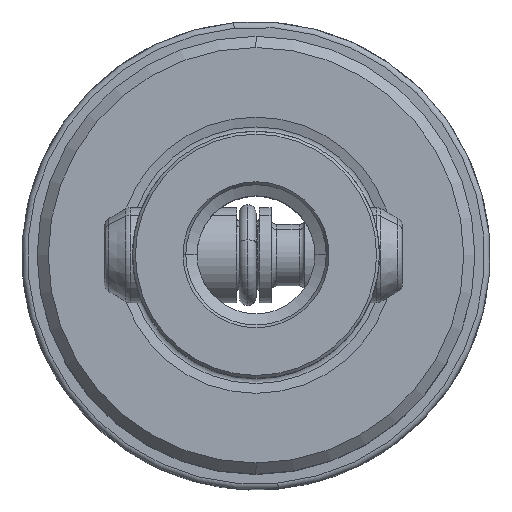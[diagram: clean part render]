
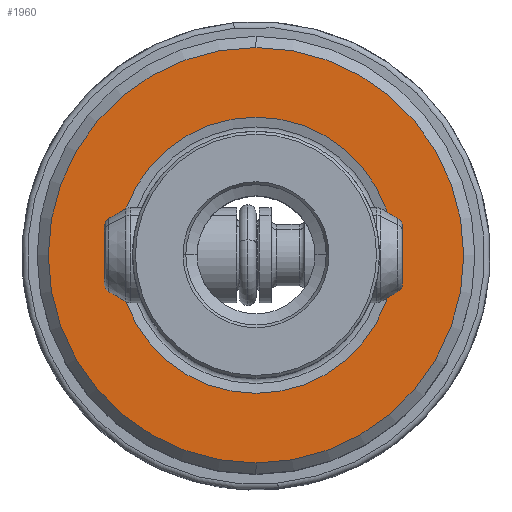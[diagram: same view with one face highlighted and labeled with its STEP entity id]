
A CAD part, top view. The second image highlights one B-rep face of the part: STEP entity #1960.
In plain terms, the highlighted planar face has unit normal (0, 0, 1).
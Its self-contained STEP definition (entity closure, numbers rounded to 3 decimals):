
#1288=EDGE_CURVE('NONE',#1876,#2088,#2788,.T.);
#1580=EDGE_CURVE('NONE',#2038,#1828,#3101,.T.);
#1828=VERTEX_POINT('NONE',#3380);
#1876=VERTEX_POINT('NONE',#3436);
#1946=EDGE_CURVE('NONE',#2088,#1876,#3514,.T.);
#1960=ADVANCED_FACE('NONE',(#3528,#3529),#3530,.T.);
#2038=VERTEX_POINT('NONE',#3619);
#2088=VERTEX_POINT('NONE',#3673);
#2140=EDGE_CURVE('NONE',#1828,#2038,#3733,.T.);
#2788=CIRCLE('',#4768,18.5);
#3101=CIRCLE('',#5242,12.299);
#3380=CARTESIAN_POINT('',(12.299,0.,0.0));
#3436=CARTESIAN_POINT('',(0.,18.5,0.0));
#3514=CIRCLE('',#5971,18.5);
#3528=FACE_OUTER_BOUND('',#5991,.T.);
#3529=FACE_BOUND('',#5992,.T.);
#3530=PLANE('',#5993);
#3619=CARTESIAN_POINT('',(-12.299,0.,0.0));
#3673=CARTESIAN_POINT('',(0.0,-18.5,0.0));
#3733=CIRCLE('',#6318,12.299);
#4768=AXIS2_PLACEMENT_3D('',#7117,#7118,#7119);
#5242=AXIS2_PLACEMENT_3D('',#7482,#7483,#7484);
#5971=AXIS2_PLACEMENT_3D('',#8008,#8009,#8010);
#5991=EDGE_LOOP('',(#8018,#8019));
#5992=EDGE_LOOP('',(#8020,#8021));
#5993=AXIS2_PLACEMENT_3D('',#8022,#8023,#8024);
#6318=AXIS2_PLACEMENT_3D('',#8277,#8278,#8279);
#7117=CARTESIAN_POINT('',(0.0,0.0,0.0));
#7118=DIRECTION('',(0.0,-0.0,1.0));
#7119=DIRECTION('',(0.0,1.0,0.0));
#7482=CARTESIAN_POINT('',(0.0,0.0,0.0));
#7483=DIRECTION('',(0.0,-0.0,1.0));
#7484=DIRECTION('',(0.0,1.0,0.0));
#8008=CARTESIAN_POINT('',(0.0,0.0,0.0));
#8009=DIRECTION('',(0.0,-0.0,1.0));
#8010=DIRECTION('',(0.0,1.0,0.0));
#8018=ORIENTED_EDGE('',*,*,#1946,.T.);
#8019=ORIENTED_EDGE('',*,*,#1288,.T.);
#8020=ORIENTED_EDGE('',*,*,#2140,.F.);
#8021=ORIENTED_EDGE('',*,*,#1580,.F.);
#8022=CARTESIAN_POINT('',(-11.0,0.0,0.0));
#8023=DIRECTION('',(-0.0,0.0,1.0));
#8024=DIRECTION('',(0.0,1.0,0.0));
#8277=CARTESIAN_POINT('',(0.0,0.0,0.0));
#8278=DIRECTION('',(0.0,-0.0,1.0));
#8279=DIRECTION('',(0.0,1.0,0.0));
